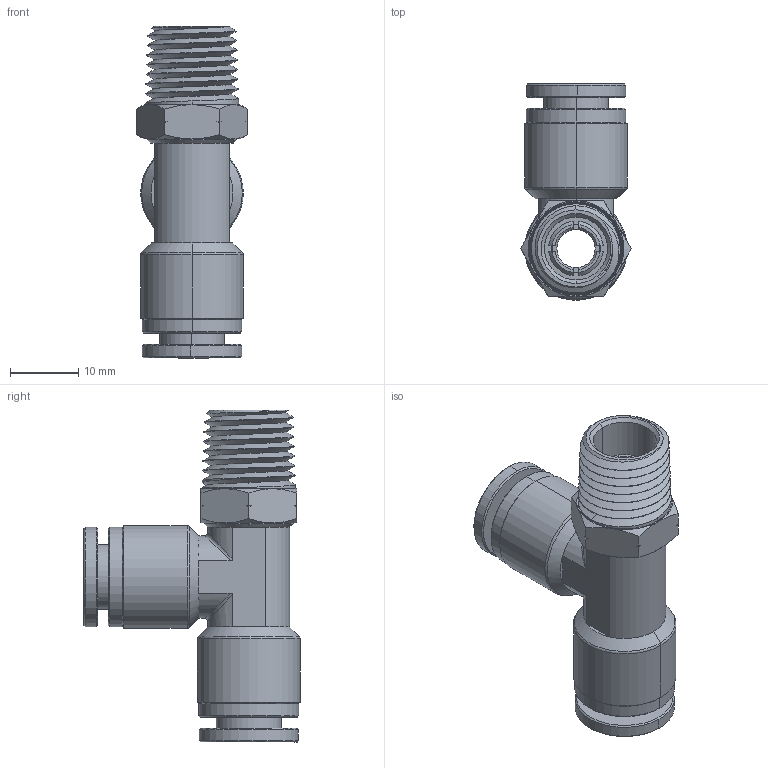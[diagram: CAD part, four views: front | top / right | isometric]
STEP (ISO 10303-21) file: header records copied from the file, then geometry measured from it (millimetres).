
FILE_DESCRIPTION (( 'STEP AP214' ), '1' );
FILE_NAME ('RTS5-16N1-4W.STEP', '2018-07-26T17:00:58', ( '' ), ( '' ), 'SwSTEP 2.0', 'SolidWorks 2016', '' );
FILE_SCHEMA (( 'AUTOMOTIVE_DESIGN' ));
Length unit declared in the file: millimetre
Products named in the file (1): RTS5-16N1-4W
Bounding box: 16.17 x 31.6 x 48.5 mm (x, y, z)
Volume: 5723.4 mm3; surface area: 9976.1 mm2
Topology: 12 solids, 12 shells, 911 faces, 2482 edges, 1609 vertices
Faces by surface type: plane 350, cone 315, cylinder 154, bspline 84, torus 8
Entity records: 44607 total; most frequent: CARTESIAN_POINT 12901, ORIENTED_EDGE 4964, DIRECTION 3991, EDGE_CURVE 2482, AXIS2_PLACEMENT_3D 1628, VERTEX_POINT 1609, EDGE_LOOP 951, UNCERTAINTY_MEASURE_WITH_UNIT 925
